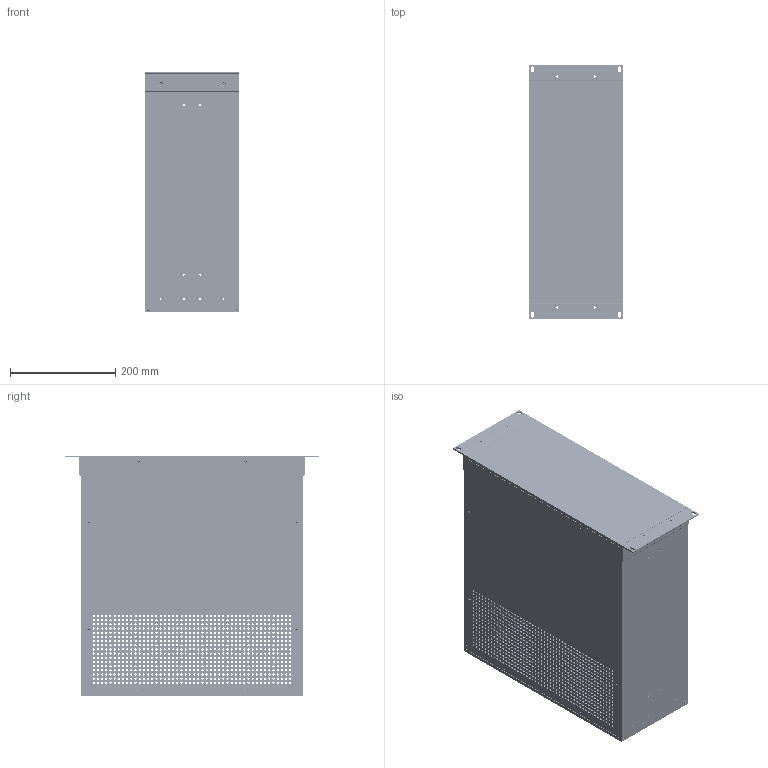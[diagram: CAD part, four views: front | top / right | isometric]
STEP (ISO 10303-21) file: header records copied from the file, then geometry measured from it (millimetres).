
FILE_DESCRIPTION (( 'STEP AP214' ), '1' );
FILE_NAME ('RM4U1918VBK.STEP', '2021-09-11T14:17:07', ( '' ), ( '' ), 'SwSTEP 2.0', 'SolidWorks 2021', '' );
FILE_SCHEMA (( 'AUTOMOTIVE_DESIGN' ));
Length unit declared in the file: inch
Products named in the file (1): RM4U1918VBK
Bounding box: 177.06 x 482.61 x 457.18 mm (x, y, z)
Volume: 1805104.5 mm3; surface area: 1519262.2 mm2
Topology: 52 solids, 52 shells, 3016 faces, 8640 edges, 5736 vertices
Faces by surface type: cylinder 1884, plane 636, cone 384, bspline 112
Full cylindrical faces by diameter (mm): 2.5 x16, 2.845 x16, 3.5 x8, 3.505 x8, 3.962 x8, 3.988 x4, 4 x16, 4.039 x12, 4.2 x8, 4.3 x8, 4.318 x1632, 4.5 x16, 4.826 x4, 5 x4, 5.429 x16, 6.045 x8, 8.458 x4
Entity records: 141137 total; most frequent: CARTESIAN_POINT 22445, DIRECTION 15550, ORIENTED_EDGE 13240, EDGE_LOOP 8388, AXIS2_PLACEMENT_3D 7113, EDGE_CURVE 6620, VERTEX_POINT 5608, FACE_OUTER_BOUND 4804
